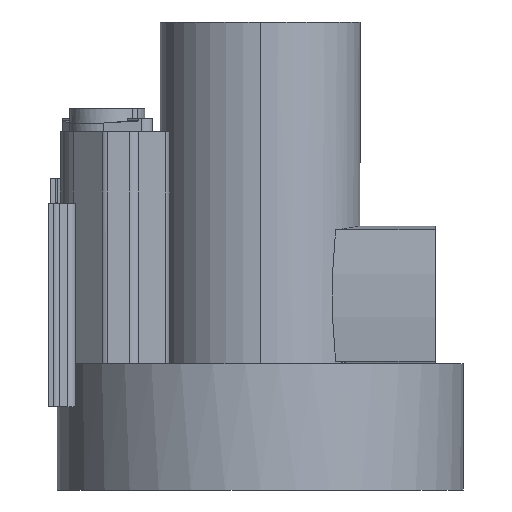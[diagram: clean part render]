
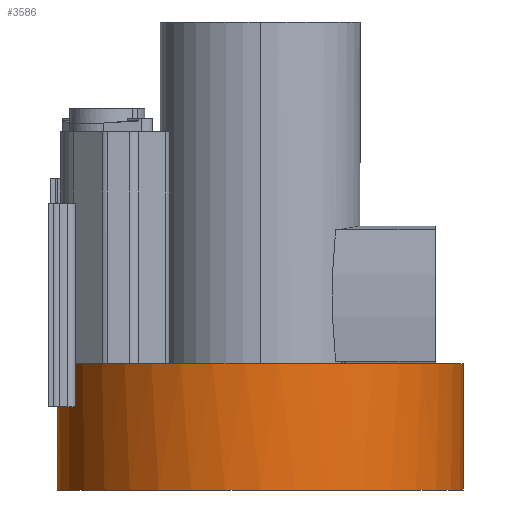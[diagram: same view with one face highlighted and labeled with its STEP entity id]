
A CAD part, left-side view. The second image highlights one B-rep face of the part: STEP entity #3586.
In plain terms, the highlighted cylindrical face has radius 180 mm (diameter 360 mm), a partial arc.
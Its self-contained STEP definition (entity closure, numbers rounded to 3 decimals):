
#454=CARTESIAN_POINT('',(0.,0.,84.25));
#455=DIRECTION('',(0.,0.,-1.));
#456=DIRECTION('',(0.,-1.,0.));
#457=AXIS2_PLACEMENT_3D('',#454,#455,#456);
#516=CARTESIAN_POINT('',(0.,0.,84.25));
#517=DIRECTION('',(0.,0.,-1.));
#518=DIRECTION('',(-0.175,0.985,0.));
#519=AXIS2_PLACEMENT_3D('',#516,#517,#518);
#758=DIRECTION('',(0.,0.,1.));
#759=VECTOR('',#758,112.);
#760=CARTESIAN_POINT('',(0.,-180.,-27.75));
#761=LINE('',#760,#759);
#766=CARTESIAN_POINT('',(0.,0.,84.25));
#767=DIRECTION('',(0.,0.,-1.));
#768=DIRECTION('',(-0.107,0.994,0.));
#769=AXIS2_PLACEMENT_3D('',#766,#767,#768);
#814=CARTESIAN_POINT('',(0.,0.,84.25));
#815=DIRECTION('',(0.,0.,-1.));
#816=DIRECTION('',(-0.144,0.99,0.));
#817=AXIS2_PLACEMENT_3D('',#814,#815,#816);
#837=DIRECTION('',(0.,0.,1.));
#838=VECTOR('',#837,112.);
#839=CARTESIAN_POINT('',(0.,180.,-27.75));
#840=LINE('',#839,#838);
#841=CARTESIAN_POINT('',(0.,0.,84.25));
#842=DIRECTION('',(0.,0.,-1.));
#843=DIRECTION('',(-0.627,0.779,0.));
#844=AXIS2_PLACEMENT_3D('',#841,#842,#843);
#1213=CARTESIAN_POINT('',(0.,0.,-27.75));
#1214=DIRECTION('',(0.,0.,1.));
#1215=DIRECTION('',(0.,1.,0.));
#1216=AXIS2_PLACEMENT_3D('',#1213,#1214,#1215);
#2115=CARTESIAN_POINT('',(-19.34,178.958,84.25));
#2117=VERTEX_POINT('',#2115);
#2118=CARTESIAN_POINT('',(0.,180.,84.25));
#2119=VERTEX_POINT('',#2118);
#2159=CARTESIAN_POINT('',(0.,-180.,84.25));
#2160=VERTEX_POINT('',#2159);
#2161=CARTESIAN_POINT('',(-112.828,140.249,84.25));
#2162=VERTEX_POINT('',#2161);
#2186=CARTESIAN_POINT('',(-31.504,177.222,84.25));
#2187=VERTEX_POINT('',#2186);
#2188=CARTESIAN_POINT('',(-25.883,178.129,84.25));
#2189=VERTEX_POINT('',#2188);
#2224=CARTESIAN_POINT('',(0.,180.,-27.75));
#2225=VERTEX_POINT('',#2224);
#2226=CARTESIAN_POINT('',(0.,-180.,-27.75));
#2227=VERTEX_POINT('',#2226);
#3569=CARTESIAN_POINT('',(0.,0.,157.25));
#3570=DIRECTION('',(0.,0.,1.));
#3571=DIRECTION('',(0.,1.,0.));
#3572=AXIS2_PLACEMENT_3D('',#3569,#3570,#3571);
#3573=CYLINDRICAL_SURFACE('',#3572,180.);
#3574=ORIENTED_EDGE('',*,*,#3558,.F.);
#3575=ORIENTED_EDGE('',*,*,#3213,.F.);
#3577=ORIENTED_EDGE('',*,*,#3576,.F.);
#3578=ORIENTED_EDGE('',*,*,#3185,.F.);
#3579=ORIENTED_EDGE('',*,*,#3456,.F.);
#3581=ORIENTED_EDGE('',*,*,#3580,.F.);
#3582=ORIENTED_EDGE('',*,*,#3452,.T.);
#3583=ORIENTED_EDGE('',*,*,#3472,.F.);
#3584=EDGE_LOOP('',(#3574,#3575,#3577,#3578,#3579,#3581,#3582,#3583));
#3585=FACE_OUTER_BOUND('',#3584,.F.);
#3586=ADVANCED_FACE('',(#3585),#3573,.T.);
#458=CIRCLE('',#457,180.);
#520=CIRCLE('',#519,180.);
#770=CIRCLE('',#769,180.);
#818=CIRCLE('',#817,180.);
#845=CIRCLE('',#844,180.);
#1217=CIRCLE('',#1216,180.);
#3185=EDGE_CURVE('',#2160,#2162,#458,.T.);
#3213=EDGE_CURVE('',#2187,#2189,#520,.T.);
#3452=EDGE_CURVE('',#2225,#2119,#840,.T.);
#3456=EDGE_CURVE('',#2227,#2160,#761,.T.);
#3472=EDGE_CURVE('',#2117,#2119,#770,.T.);
#3558=EDGE_CURVE('',#2189,#2117,#818,.T.);
#3576=EDGE_CURVE('',#2162,#2187,#845,.T.);
#3580=EDGE_CURVE('',#2225,#2227,#1217,.T.);
